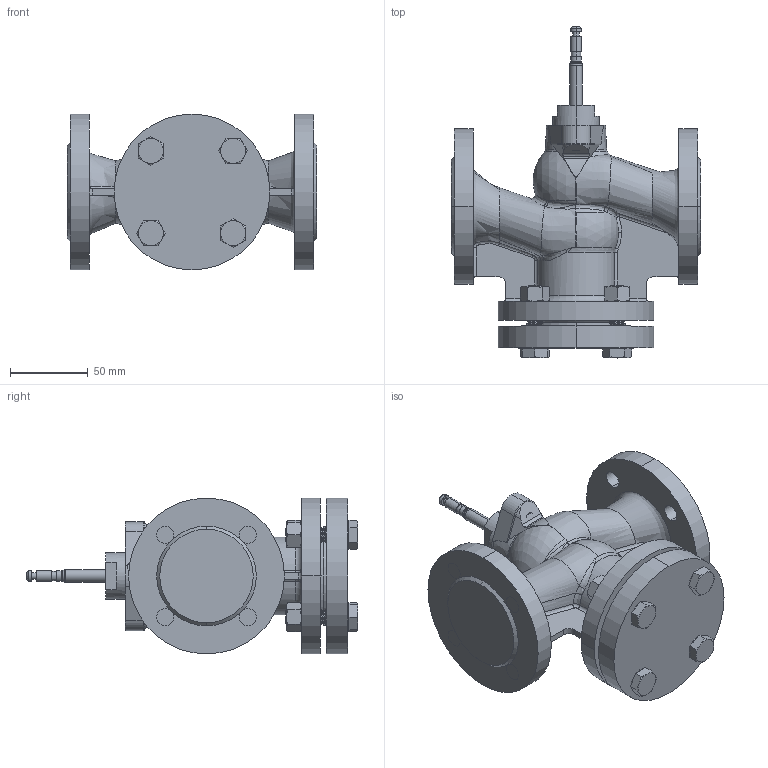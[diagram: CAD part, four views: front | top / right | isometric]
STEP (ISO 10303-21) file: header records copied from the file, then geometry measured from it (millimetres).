
FILE_DESCRIPTION (( 'STEP AP203' ), '1' );
FILE_NAME ('206_DN25_PN6_DEF.STEP', '2012-02-13T07:14:33', ( 'test' ), ( '' ), 'SwSTEP 2.0', 'SolidWorks 2011', '' );
FILE_SCHEMA (( 'CONFIG_CONTROL_DESIGN' ));
Products named in the file (1): 206_DN25_PN6_DEF
Bounding box: 160.48 x 213.65 x 100.3 mm (x, y, z)
Volume: 809705.3 mm3; surface area: 119481.2 mm2
Topology: 1 solids, 1 shells, 695 faces, 1712 edges, 1055 vertices
Faces by surface type: cone 283, cylinder 171, plane 145, bspline 50, torus 29, sphere 17
Entity records: 89737 total; most frequent: CARTESIAN_POINT 73573, DIRECTION 3451, ORIENTED_EDGE 3398, EDGE_CURVE 1699, AXIS2_PLACEMENT_3D 1463, VERTEX_POINT 1050, CIRCLE 821, EDGE_LOOP 735
